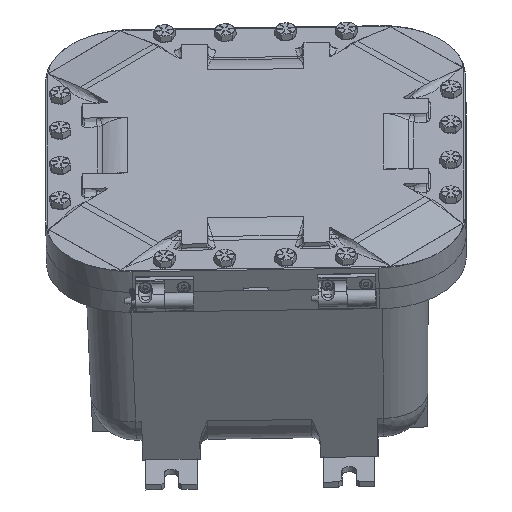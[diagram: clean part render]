
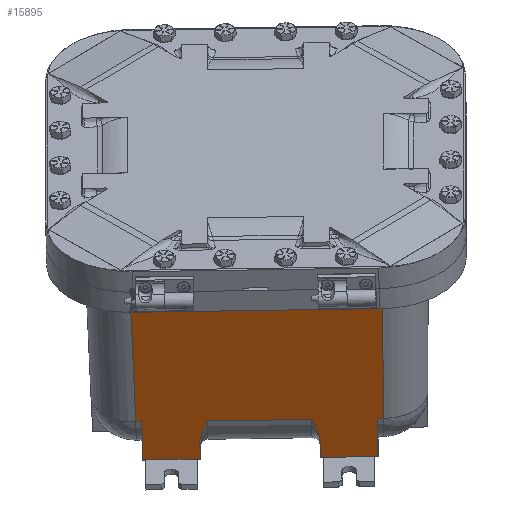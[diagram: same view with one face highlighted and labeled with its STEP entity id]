
A CAD part, isometric view. The second image highlights one B-rep face of the part: STEP entity #15895.
In plain terms, the highlighted face is planar.
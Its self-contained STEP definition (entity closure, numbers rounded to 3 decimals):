
#821=PLANE('',#17526);
#1263=LINE('',#24342,#2258);
#1265=LINE('',#24354,#2260);
#1270=LINE('',#24480,#2265);
#1274=LINE('',#24601,#2269);
#1347=LINE('',#25451,#2342);
#1385=LINE('',#25664,#2380);
#1389=LINE('',#25680,#2384);
#1390=LINE('',#25682,#2385);
#1391=LINE('',#25683,#2386);
#1392=LINE('',#25685,#2387);
#1393=LINE('',#25686,#2388);
#1394=LINE('',#25687,#2389);
#2258=VECTOR('',#19354,0.394);
#2260=VECTOR('',#19360,0.394);
#2265=VECTOR('',#19397,0.394);
#2269=VECTOR('',#19423,0.394);
#2342=VECTOR('',#19650,0.394);
#2380=VECTOR('',#19866,0.394);
#2384=VECTOR('',#19884,0.394);
#2385=VECTOR('',#19885,0.394);
#2386=VECTOR('',#19886,0.394);
#2387=VECTOR('',#19887,0.394);
#2388=VECTOR('',#19888,0.394);
#2389=VECTOR('',#19889,0.394);
#3216=B_SPLINE_CURVE_WITH_KNOTS('',3,(#24319,#24320,#24321,#24322,#24323,
#24324),.UNSPECIFIED.,.F.,.F.,(4,2,4),(5.906,7.282,
8.657),.UNSPECIFIED.);
#3221=B_SPLINE_CURVE_WITH_KNOTS('',3,(#24471,#24472,#24473,#24474,#24475,
#24476),.UNSPECIFIED.,.F.,.F.,(4,2,4),(0.,1.376,2.752),
 .UNSPECIFIED.);
#4306=FACE_OUTER_BOUND('',#5351,.T.);
#5351=EDGE_LOOP('',(#11787,#11788,#11789,#11790,#11791,#11792,#11793,#11794,
#11795,#11796,#11797,#11798,#11799,#11800));
#7223=VERTEX_POINT('',#24317);
#7224=VERTEX_POINT('',#24318);
#7226=VERTEX_POINT('',#24341);
#7228=VERTEX_POINT('',#24352);
#7238=VERTEX_POINT('',#24470);
#7239=VERTEX_POINT('',#24479);
#7247=VERTEX_POINT('',#24593);
#7249=VERTEX_POINT('',#24599);
#7357=VERTEX_POINT('',#25450);
#7410=VERTEX_POINT('',#25661);
#7411=VERTEX_POINT('',#25663);
#7416=VERTEX_POINT('',#25679);
#7417=VERTEX_POINT('',#25681);
#7418=VERTEX_POINT('',#25684);
#8812=EDGE_CURVE('',#7223,#7224,#3216,.F.);
#8817=EDGE_CURVE('',#7223,#7226,#1263,.T.);
#8821=EDGE_CURVE('',#7228,#7224,#1265,.T.);
#8837=EDGE_CURVE('',#7226,#7238,#3221,.T.);
#8839=EDGE_CURVE('',#7238,#7239,#1270,.T.);
#8852=EDGE_CURVE('',#7249,#7247,#1274,.T.);
#9003=EDGE_CURVE('',#7239,#7357,#1347,.F.);
#9096=EDGE_CURVE('',#7410,#7411,#1385,.T.);
#9104=EDGE_CURVE('',#7416,#7249,#1389,.T.);
#9105=EDGE_CURVE('',#7417,#7416,#1390,.T.);
#9106=EDGE_CURVE('',#7357,#7417,#1391,.T.);
#9107=EDGE_CURVE('',#7418,#7228,#1392,.F.);
#9108=EDGE_CURVE('',#7411,#7418,#1393,.T.);
#9109=EDGE_CURVE('',#7247,#7410,#1394,.T.);
#11787=ORIENTED_EDGE('',*,*,#8852,.F.);
#11788=ORIENTED_EDGE('',*,*,#9104,.F.);
#11789=ORIENTED_EDGE('',*,*,#9105,.F.);
#11790=ORIENTED_EDGE('',*,*,#9106,.F.);
#11791=ORIENTED_EDGE('',*,*,#9003,.F.);
#11792=ORIENTED_EDGE('',*,*,#8839,.F.);
#11793=ORIENTED_EDGE('',*,*,#8837,.F.);
#11794=ORIENTED_EDGE('',*,*,#8817,.F.);
#11795=ORIENTED_EDGE('',*,*,#8812,.T.);
#11796=ORIENTED_EDGE('',*,*,#8821,.F.);
#11797=ORIENTED_EDGE('',*,*,#9107,.F.);
#11798=ORIENTED_EDGE('',*,*,#9108,.F.);
#11799=ORIENTED_EDGE('',*,*,#9096,.F.);
#11800=ORIENTED_EDGE('',*,*,#9109,.F.);
#15895=ADVANCED_FACE('',(#4306),#821,.T.);
#17526=AXIS2_PLACEMENT_3D('',#25678,#19882,#19883);
#19354=DIRECTION('',(1.,0.,0.));
#19360=DIRECTION('',(0.,0.017,1.));
#19397=DIRECTION('',(0.,-0.017,-1.));
#19423=DIRECTION('',(-1.,0.,0.));
#19650=DIRECTION('',(-1.,0.,0.));
#19866=DIRECTION('',(1.,0.,0.));
#19882=DIRECTION('center_axis',(0.,1.,-0.017));
#19883=DIRECTION('ref_axis',(1.,0.,0.));
#19884=DIRECTION('',(0.017,0.017,1.));
#19885=DIRECTION('',(1.,0.,0.));
#19886=DIRECTION('',(0.,0.017,1.));
#19887=DIRECTION('',(-1.,0.,0.));
#19888=DIRECTION('',(0.,-0.017,-1.));
#19889=DIRECTION('',(0.017,-0.017,-1.));
#24317=CARTESIAN_POINT('',(-2.033,6.577,-7.406));
#24318=CARTESIAN_POINT('',(-2.345,6.558,-8.497));
#24319=CARTESIAN_POINT('Ctrl Pts',(-2.345,6.558,-8.497));
#24320=CARTESIAN_POINT('Ctrl Pts',(-2.345,6.561,-8.316));
#24321=CARTESIAN_POINT('Ctrl Pts',(-2.302,6.564,-8.127));
#24322=CARTESIAN_POINT('Ctrl Pts',(-2.181,6.571,-7.754));
#24323=CARTESIAN_POINT('Ctrl Pts',(-2.103,6.574,-7.572));
#24324=CARTESIAN_POINT('Ctrl Pts',(-2.033,6.577,-7.406));
#24341=CARTESIAN_POINT('',(2.033,6.577,-7.406));
#24342=CARTESIAN_POINT('',(-3.344,6.577,-7.406));
#24352=CARTESIAN_POINT('',(-2.345,6.545,-9.25));
#24354=CARTESIAN_POINT('',(-2.345,6.626,-4.561));
#24470=CARTESIAN_POINT('',(2.345,6.558,-8.497));
#24471=CARTESIAN_POINT('Ctrl Pts',(2.033,6.577,-7.406));
#24472=CARTESIAN_POINT('Ctrl Pts',(2.103,6.574,-7.572));
#24473=CARTESIAN_POINT('Ctrl Pts',(2.181,6.571,-7.754));
#24474=CARTESIAN_POINT('Ctrl Pts',(2.302,6.564,-8.127));
#24475=CARTESIAN_POINT('Ctrl Pts',(2.345,6.561,-8.316));
#24476=CARTESIAN_POINT('Ctrl Pts',(2.345,6.558,-8.497));
#24479=CARTESIAN_POINT('',(2.345,6.545,-9.25));
#24480=CARTESIAN_POINT('',(2.345,6.626,-4.599));
#24593=CARTESIAN_POINT('',(-4.929,6.679,-1.554));
#24599=CARTESIAN_POINT('',(4.929,6.679,-1.554));
#24601=CARTESIAN_POINT('',(-3.344,6.679,-1.554));
#25450=CARTESIAN_POINT('',(4.595,6.545,-9.25));
#25451=CARTESIAN_POINT('',(-1.212,6.545,-9.25));
#25661=CARTESIAN_POINT('',(-4.827,6.577,-7.406));
#25663=CARTESIAN_POINT('',(-4.595,6.577,-7.406));
#25664=CARTESIAN_POINT('',(-3.344,6.577,-7.406));
#25678=CARTESIAN_POINT('Origin',(-6.688,6.706,0.));
#25679=CARTESIAN_POINT('',(4.827,6.577,-7.406));
#25680=CARTESIAN_POINT('',(4.955,6.705,-0.087));
#25681=CARTESIAN_POINT('',(4.595,6.577,-7.406));
#25682=CARTESIAN_POINT('',(-3.344,6.577,-7.406));
#25683=CARTESIAN_POINT('',(4.595,6.626,-4.561));
#25684=CARTESIAN_POINT('',(-4.595,6.545,-9.25));
#25685=CARTESIAN_POINT('',(-5.476,6.545,-9.25));
#25686=CARTESIAN_POINT('',(-4.595,6.626,-4.58));
#25687=CARTESIAN_POINT('',(-4.955,6.705,-0.087));
